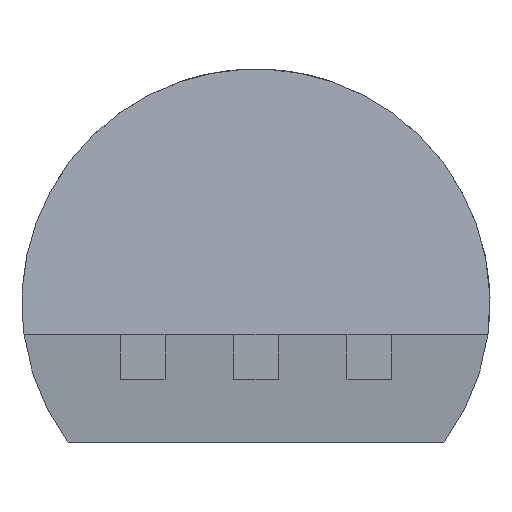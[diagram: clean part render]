
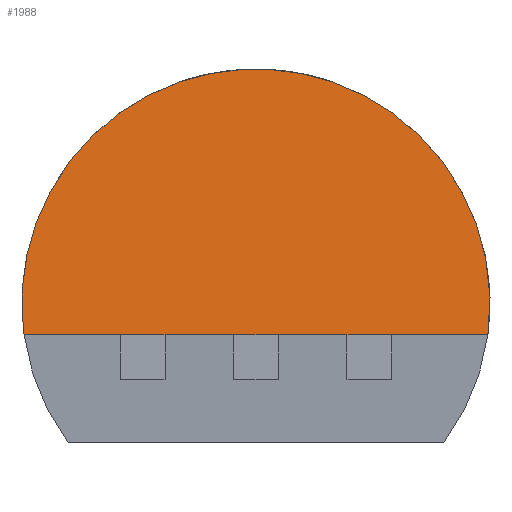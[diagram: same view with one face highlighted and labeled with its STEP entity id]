
A CAD part, front view. The second image highlights one B-rep face of the part: STEP entity #1988.
In plain terms, the highlighted planar face has unit normal (0, -0.996, 0.087).
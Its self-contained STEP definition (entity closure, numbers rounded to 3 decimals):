
#11 = VECTOR ( 'NONE', #410, 1000. ) ;
#18 = CARTESIAN_POINT ( 'NONE',  ( 0., -2.6, 0. ) ) ;
#29 = ORIENTED_EDGE ( 'NONE', *, *, #1942, .T. ) ;
#73 = EDGE_CURVE ( 'NONE', #1485, #255, #1457, .T. ) ;
#138 = VERTEX_POINT ( 'NONE', #626 ) ;
#159 = ORIENTED_EDGE ( 'NONE', *, *, #1878, .F. ) ;
#160 = CARTESIAN_POINT ( 'NONE',  ( -1.52, -2.6, 0. ) ) ;
#220 = DIRECTION ( 'NONE',  ( -1., 0., 0. ) ) ;
#255 = VERTEX_POINT ( 'NONE', #2070 ) ;
#271 = VERTEX_POINT ( 'NONE', #1739 ) ;
#275 = CARTESIAN_POINT ( 'NONE',  ( 0., -2.58, 0.226 ) ) ;
#303 =( BOUNDED_CURVE ( )  B_SPLINE_CURVE ( 3, ( #1637, #605, #1643, #2171, #1460, #1833, #777 ),
 .UNSPECIFIED., .F., .F. ) 
 B_SPLINE_CURVE_WITH_KNOTS ( ( 4, 3, 4 ),
 ( 1.435, 3.142, 4.848 ),
 .UNSPECIFIED. ) 
 CURVE ( )  GEOMETRIC_REPRESENTATION_ITEM ( )  RATIONAL_B_SPLINE_CURVE ( ( 1., 0.772, 0.772, 1., 0.772, 0.772, 1. ) ) 
 REPRESENTATION_ITEM ( '' )  );
#314 = VERTEX_POINT ( 'NONE', #856 ) ;
#328 = CARTESIAN_POINT ( 'NONE',  ( 1.02, -2.6, 0. ) ) ;
#407 = CARTESIAN_POINT ( 'NONE',  ( 0.25, -2.6, 0. ) ) ;
#408 = LINE ( 'NONE', #407, #1323 ) ;
#410 = DIRECTION ( 'NONE',  ( -1., 0., 0. ) ) ;
#449 = ORIENTED_EDGE ( 'NONE', *, *, #1252, .F. ) ;
#590 = DIRECTION ( 'NONE',  ( 0., 0.087, 0.996 ) ) ;
#605 = CARTESIAN_POINT ( 'NONE',  ( 2.83, -2.452, 1.692 ) ) ;
#626 = CARTESIAN_POINT ( 'NONE',  ( -2.6, -2.6, 0. ) ) ;
#636 = VECTOR ( 'NONE', #2149, 1000. ) ;
#700 = LINE ( 'NONE', #2031, #915 ) ;
#718 = ORIENTED_EDGE ( 'NONE', *, *, #2097, .F. ) ;
#767 = PLANE ( 'NONE',  #1359 ) ;
#776 = VECTOR ( 'NONE', #787, 1000. ) ;
#777 = CARTESIAN_POINT ( 'NONE',  ( -2.6, -2.6, 0. ) ) ;
#787 = DIRECTION ( 'NONE',  ( -1., 0., 0. ) ) ;
#856 = CARTESIAN_POINT ( 'NONE',  ( 2.6, -2.6, 0. ) ) ;
#859 = VERTEX_POINT ( 'NONE', #2253 ) ;
#905 = VERTEX_POINT ( 'NONE', #328 ) ;
#915 = VECTOR ( 'NONE', #1877, 1000. ) ;
#924 = CARTESIAN_POINT ( 'NONE',  ( 0., -2.6, 0. ) ) ;
#998 = LINE ( 'NONE', #924, #11 ) ;
#1031 = VECTOR ( 'NONE', #220, 1000. ) ;
#1082 = DIRECTION ( 'NONE',  ( -1., 0., 0. ) ) ;
#1086 = EDGE_CURVE ( 'NONE', #905, #859, #1642, .T. ) ;
#1164 = VECTOR ( 'NONE', #1870, 1000. ) ;
#1192 = ORIENTED_EDGE ( 'NONE', *, *, #1086, .F. ) ;
#1222 = EDGE_CURVE ( 'NONE', #255, #1661, #700, .T. ) ;
#1241 = ORIENTED_EDGE ( 'NONE', *, *, #1222, .F. ) ;
#1252 = EDGE_CURVE ( 'NONE', #1661, #138, #2213, .T. ) ;
#1264 = ORIENTED_EDGE ( 'NONE', *, *, #73, .F. ) ;
#1323 = VECTOR ( 'NONE', #1082, 1000. ) ;
#1359 = AXIS2_PLACEMENT_3D ( 'NONE', #275, #1482, #590 ) ;
#1428 = CARTESIAN_POINT ( 'NONE',  ( 0., -2.6, 0. ) ) ;
#1457 = LINE ( 'NONE', #18, #636 ) ;
#1460 = CARTESIAN_POINT ( 'NONE',  ( -1.707, -2.339, 2.978 ) ) ;
#1482 = DIRECTION ( 'NONE',  ( 0., -0.996, 0.087 ) ) ;
#1485 = VERTEX_POINT ( 'NONE', #1713 ) ;
#1637 = CARTESIAN_POINT ( 'NONE',  ( 2.6, -2.6, 0. ) ) ;
#1642 = LINE ( 'NONE', #1428, #1031 ) ;
#1643 = CARTESIAN_POINT ( 'NONE',  ( 1.707, -2.339, 2.978 ) ) ;
#1661 = VERTEX_POINT ( 'NONE', #160 ) ;
#1710 = CARTESIAN_POINT ( 'NONE',  ( 0., -2.6, 0. ) ) ;
#1713 = CARTESIAN_POINT ( 'NONE',  ( -0.25, -2.6, 0. ) ) ;
#1739 = CARTESIAN_POINT ( 'NONE',  ( 1.52, -2.6, 0. ) ) ;
#1833 = CARTESIAN_POINT ( 'NONE',  ( -2.83, -2.452, 1.692 ) ) ;
#1870 = DIRECTION ( 'NONE',  ( -1., 0., 0. ) ) ;
#1873 = EDGE_LOOP ( 'NONE', ( #29, #449, #1241, #1264, #159, #1192, #718, #2203 ) ) ;
#1877 = DIRECTION ( 'NONE',  ( -1., 0., 0. ) ) ;
#1878 = EDGE_CURVE ( 'NONE', #859, #1485, #408, .T. ) ;
#1942 = EDGE_CURVE ( 'NONE', #314, #138, #303, .T. ) ;
#1969 = CARTESIAN_POINT ( 'NONE',  ( 1.52, -2.6, 0. ) ) ;
#1988 = ADVANCED_FACE ( 'NONE', ( #2059 ), #767, .T. ) ;
#2031 = CARTESIAN_POINT ( 'NONE',  ( -1.02, -2.6, 0. ) ) ;
#2034 = LINE ( 'NONE', #1969, #1164 ) ;
#2059 = FACE_OUTER_BOUND ( 'NONE', #1873, .T. ) ;
#2070 = CARTESIAN_POINT ( 'NONE',  ( -1.02, -2.6, 0. ) ) ;
#2097 = EDGE_CURVE ( 'NONE', #271, #905, #2034, .T. ) ;
#2149 = DIRECTION ( 'NONE',  ( -1., 0., 0. ) ) ;
#2171 = CARTESIAN_POINT ( 'NONE',  ( 0., -2.339, 2.978 ) ) ;
#2203 = ORIENTED_EDGE ( 'NONE', *, *, #2244, .F. ) ;
#2213 = LINE ( 'NONE', #1710, #776 ) ;
#2244 = EDGE_CURVE ( 'NONE', #314, #271, #998, .T. ) ;
#2253 = CARTESIAN_POINT ( 'NONE',  ( 0.25, -2.6, 0. ) ) ;
